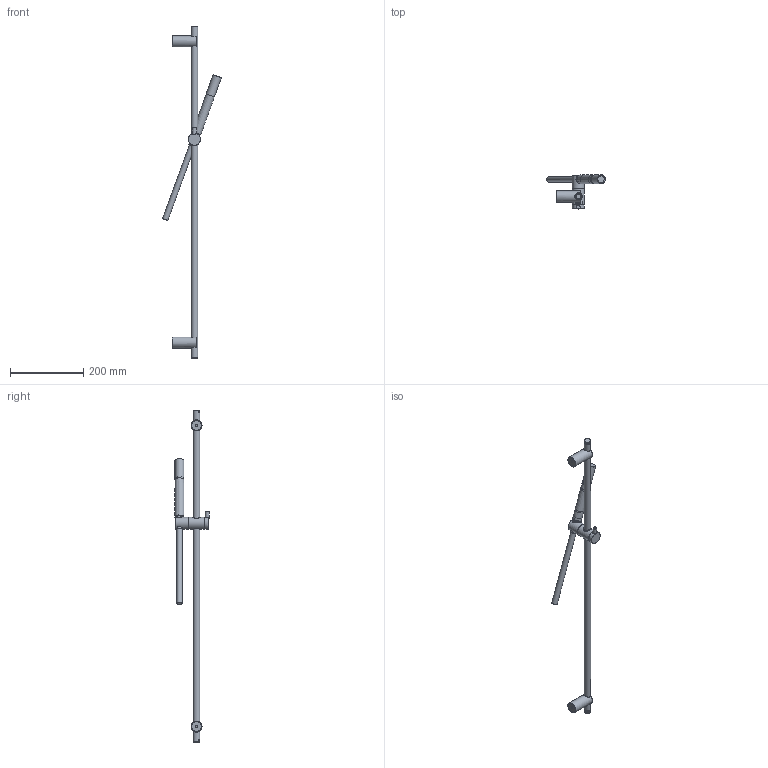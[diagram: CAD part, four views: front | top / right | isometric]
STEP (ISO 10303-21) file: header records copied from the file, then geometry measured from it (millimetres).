
FILE_DESCRIPTION(/* description */ ('Unknown'),/* implementation_level */ '2;1');
FILE_NAME(/* name */ 'AR319',/* time_stamp */ '2022-12-13T16:49:47+01:00',/* author */ ('Unknown'),/* organization */ ('Unknown'),/* preprocessor_version */ 'ST-DEVELOPER v16.7',/* originating_system */ 'DEX',/* authorisation */ $);
FILE_SCHEMA (('AUTOMOTIVE_DESIGN {1 0 10303 214 3 1 1}'));
Length unit declared in the file: millimetre
Products named in the file (23): AR317-00; AR307-01; AR307-02; AR307-002_oa_0; B009-16; AR307-03; B077-52; AR352-00; C063155_00101ZZ INOX; A133054_50300ZZ; A101064_01500ZZ; C140041_00000ZZ; C091003_00000ZZ; C140083_00600ZZ; C069033_00000ZZ; AR307-001; AR307-05; AR307-06; AR307-07; AR307-08; AR307-09; AR307-10; AR015-00
Assembly tree (27 placements, depth 3):
  AR317-00
    AR307-01  x2
    AR307-02
    AR307-002_oa_0
    B009-16  x2
    AR307-03  x2
    B077-52  x2
    AR352-00
      C063155_00101ZZ INOX
      A133054_50300ZZ
      A101064_01500ZZ
      C140041_00000ZZ
      C091003_00000ZZ
      C140083_00600ZZ  x2
      C069033_00000ZZ
    AR307-001
      AR307-05
      AR307-06
      AR307-07
      AR307-08
      AR307-09
      AR307-10
    AR015-00
Bounding box: 160.37 x 92.93 x 904 mm (x, y, z)
Volume: 264717.2 mm3; surface area: 201203.6 mm2
Topology: 25 solids, 25 shells, 1198 faces, 3010 edges, 1886 vertices
Faces by surface type: plane 496, bspline 276, cylinder 271, torus 79, cone 46, sphere 30
Full cylindrical faces by diameter (mm): 1.2 x29, 2.5 x2, 2.8 x1, 4 x3, 4.134 x2, 4.917 x2, 5 x2, 5.99 x1, 6 x3, 8 x1, 8.5 x1, 8.8 x1, 9 x2, 10 x1, 11.7 x1, 12 x7, 12.85 x2, 13.4 x3, 13.5 x1, 14.8 x4, 15 x2, 15.3 x1, 15.7 x4, 16 x3, 16.5 x1, 18 x3, 18.2 x1, 18.5 x1, 18.6 x6, 18.8 x1
Entity records: 47552 total; most frequent: CARTESIAN_POINT 20850, ORIENTED_EDGE 5210, DIRECTION 4484, EDGE_CURVE 2605, AXIS2_PLACEMENT_3D 1736, VERTEX_POINT 1735, FACE_BOUND 1476, EDGE_LOOP 1472
